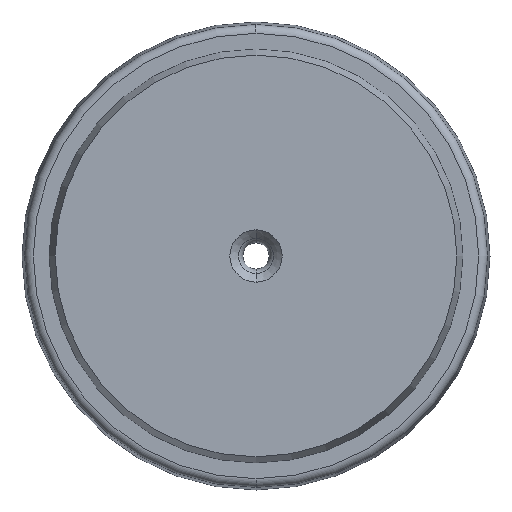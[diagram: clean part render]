
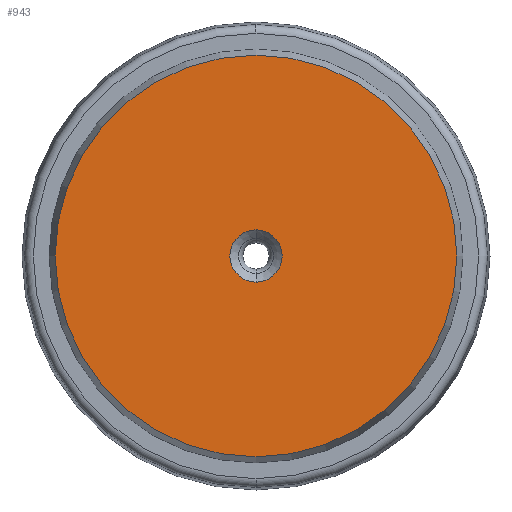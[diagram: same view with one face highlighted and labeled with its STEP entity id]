
A CAD part, left-side view. The second image highlights one B-rep face of the part: STEP entity #943.
In plain terms, the highlighted planar face has unit normal (-1, 0, 0).
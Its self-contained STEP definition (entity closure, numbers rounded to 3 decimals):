
#7 = VERTEX_POINT ( 'NONE', #693 ) ;
#8 = VERTEX_POINT ( 'NONE', #704 ) ;
#30 = CARTESIAN_POINT ( 'NONE',  ( 0., 0., 0. ) ) ;
#37 = DIRECTION ( 'NONE',  ( 0., 0., -1. ) ) ;
#38 = DIRECTION ( 'NONE',  ( 1., 0., 0. ) ) ;
#71 = VERTEX_POINT ( 'NONE', #687 ) ;
#74 = VERTEX_POINT ( 'NONE', #699 ) ;
#156 = FACE_BOUND ( 'NONE', #403, .T. ) ;
#162 = FACE_OUTER_BOUND ( 'NONE', #845, .T. ) ;
#208 = DIRECTION ( 'NONE',  ( -1., 0., 0. ) ) ;
#216 = CARTESIAN_POINT ( 'NONE',  ( 0., 0., 0. ) ) ;
#219 = DIRECTION ( 'NONE',  ( 0., 0., 1. ) ) ;
#366 = CIRCLE ( 'NONE', #595, 1.5 ) ;
#403 = EDGE_LOOP ( 'NONE', ( #881, #907 ) ) ;
#404 = CIRCLE ( 'NONE', #583, 11.5 ) ;
#528 = EDGE_CURVE ( 'NONE', #74, #7, #366, .T. ) ;
#530 = EDGE_CURVE ( 'NONE', #8, #71, #404, .T. ) ;
#546 = EDGE_CURVE ( 'NONE', #71, #8, #772, .T. ) ;
#583 = AXIS2_PLACEMENT_3D ( 'NONE', #633, #634, #632 ) ;
#590 = EDGE_CURVE ( 'NONE', #7, #74, #763, .T. ) ;
#595 = AXIS2_PLACEMENT_3D ( 'NONE', #658, #635, #645 ) ;
#609 = AXIS2_PLACEMENT_3D ( 'NONE', #216, #208, #219 ) ;
#632 = DIRECTION ( 'NONE',  ( 0., 0., 1. ) ) ;
#633 = CARTESIAN_POINT ( 'NONE',  ( 0., 0., 0. ) ) ;
#634 = DIRECTION ( 'NONE',  ( -1., 0., 0. ) ) ;
#635 = DIRECTION ( 'NONE',  ( 1., 0., 0. ) ) ;
#645 = DIRECTION ( 'NONE',  ( 0., 0., -1. ) ) ;
#658 = CARTESIAN_POINT ( 'NONE',  ( 0., 0., 0. ) ) ;
#687 = CARTESIAN_POINT ( 'NONE',  ( 0., 0., 11.5 ) ) ;
#693 = CARTESIAN_POINT ( 'NONE',  ( 0., 0., 1.5 ) ) ;
#699 = CARTESIAN_POINT ( 'NONE',  ( 0., 0., -1.5 ) ) ;
#704 = CARTESIAN_POINT ( 'NONE',  ( 0., 0., -11.5 ) ) ;
#763 = CIRCLE ( 'NONE', #998, 1.5 ) ;
#772 = CIRCLE ( 'NONE', #609, 11.5 ) ;
#845 = EDGE_LOOP ( 'NONE', ( #866, #883 ) ) ;
#866 = ORIENTED_EDGE ( 'NONE', *, *, #530, .T. ) ;
#881 = ORIENTED_EDGE ( 'NONE', *, *, #590, .T. ) ;
#883 = ORIENTED_EDGE ( 'NONE', *, *, #546, .T. ) ;
#907 = ORIENTED_EDGE ( 'NONE', *, *, #528, .T. ) ;
#943 = ADVANCED_FACE ( 'NONE', ( #156, #162 ), #1113, .F. ) ;
#972 = AXIS2_PLACEMENT_3D ( 'NONE', #1119, #1114, #1122 ) ;
#998 = AXIS2_PLACEMENT_3D ( 'NONE', #30, #38, #37 ) ;
#1113 = PLANE ( 'NONE',  #972 ) ;
#1114 = DIRECTION ( 'NONE',  ( 1., 0., 0. ) ) ;
#1119 = CARTESIAN_POINT ( 'NONE',  ( 0., 1., 0. ) ) ;
#1122 = DIRECTION ( 'NONE',  ( 0., 0., -1. ) ) ;
